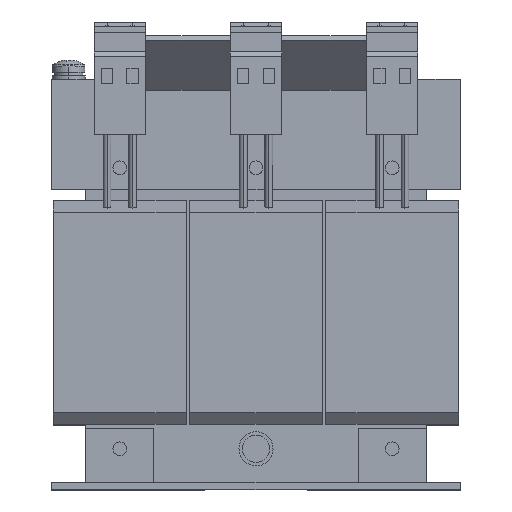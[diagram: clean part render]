
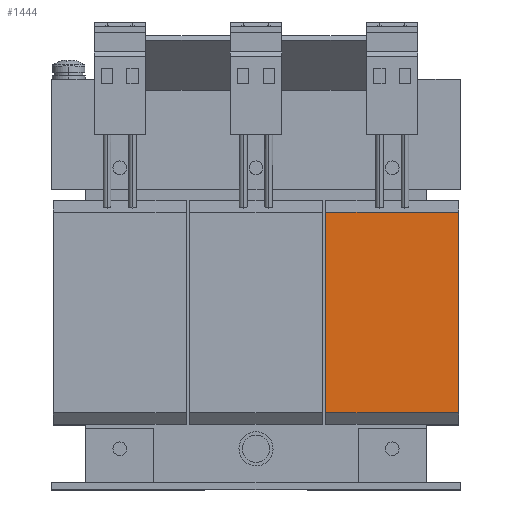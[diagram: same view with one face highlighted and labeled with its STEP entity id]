
A CAD part, top view. The second image highlights one B-rep face of the part: STEP entity #1444.
In plain terms, the highlighted planar face has unit normal (0, 0, 1).
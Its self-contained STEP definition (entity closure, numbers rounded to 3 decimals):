
#176 = CARTESIAN_POINT ( 'NONE',  ( 20.5, 28.25, 27.85 ) ) ;
#1444 = ADVANCED_FACE ( 'NONE', ( #15236 ), #3334, .F. ) ;
#1570 = ORIENTED_EDGE ( 'NONE', *, *, #2788, .T. ) ;
#1644 = DIRECTION ( 'NONE',  ( -1., 0., 0. ) ) ;
#2146 = DIRECTION ( 'NONE',  ( 0., -1., 0. ) ) ;
#2232 = DIRECTION ( 'NONE',  ( 0., -1., 0. ) ) ;
#2788 = EDGE_CURVE ( 'NONE', #5317, #15981, #8050, .T. ) ;
#3213 = LINE ( 'NONE', #6382, #7349 ) ;
#3334 = PLANE ( 'NONE',  #13485 ) ;
#4179 = CARTESIAN_POINT ( 'NONE',  ( 59.5, 28.25, 27.85 ) ) ;
#4981 = EDGE_CURVE ( 'NONE', #15981, #10082, #17235, .T. ) ;
#5156 = EDGE_CURVE ( 'NONE', #12777, #10082, #3213, .T. ) ;
#5317 = VERTEX_POINT ( 'NONE', #4179 ) ;
#5748 = VECTOR ( 'NONE', #2146, 1000. ) ;
#6382 = CARTESIAN_POINT ( 'NONE',  ( 59.5, -30.75, 27.85 ) ) ;
#7095 = CARTESIAN_POINT ( 'NONE',  ( 59.5, -30.75, 27.85 ) ) ;
#7349 = VECTOR ( 'NONE', #12154, 1000. ) ;
#8050 = LINE ( 'NONE', #11023, #13023 ) ;
#9662 = EDGE_CURVE ( 'NONE', #5317, #12777, #17416, .T. ) ;
#9692 = CARTESIAN_POINT ( 'NONE',  ( 20.5, -30.75, 27.85 ) ) ;
#10075 = ORIENTED_EDGE ( 'NONE', *, *, #9662, .F. ) ;
#10082 = VERTEX_POINT ( 'NONE', #17197 ) ;
#11023 = CARTESIAN_POINT ( 'NONE',  ( 59.5, 28.25, 27.85 ) ) ;
#11388 = VECTOR ( 'NONE', #2232, 1000. ) ;
#12154 = DIRECTION ( 'NONE',  ( -1., 0., 0. ) ) ;
#12777 = VERTEX_POINT ( 'NONE', #15558 ) ;
#12794 = EDGE_LOOP ( 'NONE', ( #16283, #19462, #10075, #1570 ) ) ;
#13023 = VECTOR ( 'NONE', #14109, 1000. ) ;
#13485 = AXIS2_PLACEMENT_3D ( 'NONE', #15440, #17123, #1644 ) ;
#14109 = DIRECTION ( 'NONE',  ( -1., 0., 0. ) ) ;
#15236 = FACE_OUTER_BOUND ( 'NONE', #12794, .T. ) ;
#15440 = CARTESIAN_POINT ( 'NONE',  ( 59.5, -30.75, 27.85 ) ) ;
#15558 = CARTESIAN_POINT ( 'NONE',  ( 59.5, -30.75, 27.85 ) ) ;
#15981 = VERTEX_POINT ( 'NONE', #176 ) ;
#16283 = ORIENTED_EDGE ( 'NONE', *, *, #4981, .T. ) ;
#17123 = DIRECTION ( 'NONE',  ( 0., 0., -1. ) ) ;
#17197 = CARTESIAN_POINT ( 'NONE',  ( 20.5, -30.75, 27.85 ) ) ;
#17235 = LINE ( 'NONE', #9692, #5748 ) ;
#17416 = LINE ( 'NONE', #7095, #11388 ) ;
#19462 = ORIENTED_EDGE ( 'NONE', *, *, #5156, .F. ) ;
